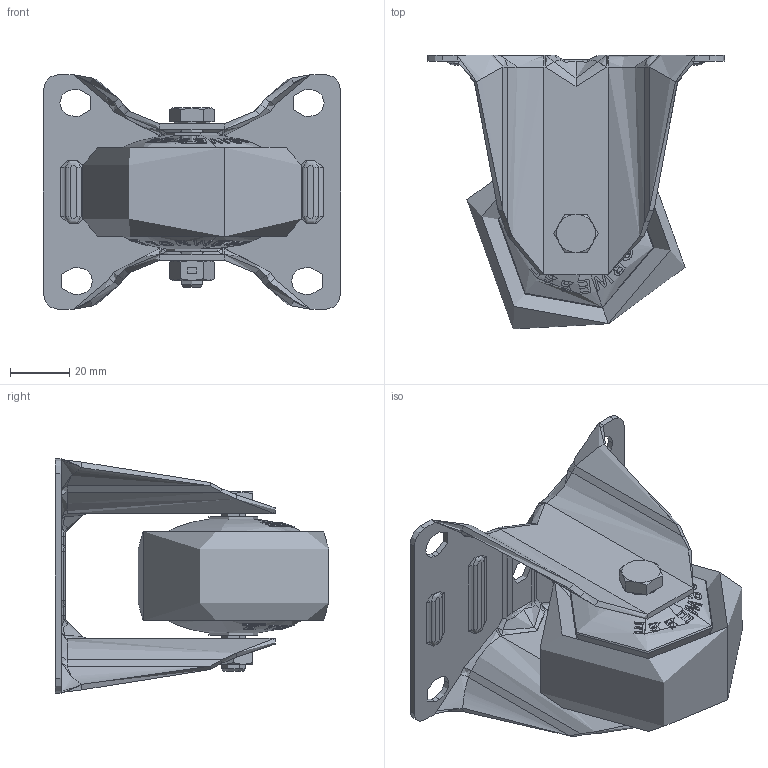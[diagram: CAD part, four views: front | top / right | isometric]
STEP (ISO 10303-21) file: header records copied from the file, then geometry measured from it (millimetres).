
FILE_DESCRIPTION (( 'STEP AP214' ), '1' );
FILE_NAME ('0056091.step', '2023-11-06T11:54:42', ( '' ), ( '' ), 'SwSTEP 2.0', 'SolidWorks 2020', '' );
FILE_SCHEMA (( 'AUTOMOTIVE_DESIGN' ));
Length unit declared in the file: millimetre
Products named in the file (1): 0056091
Bounding box: 100 x 92.09 x 79 mm (x, y, z)
Volume: 148802.5 mm3; surface area: 75060.3 mm2
Topology: 9 solids, 9 shells, 738 faces, 1806 edges, 1120 vertices
Faces by surface type: bspline 346, cylinder 140, plane 106, torus 98, cone 48
Entity records: 49601 total; most frequent: CARTESIAN_POINT 26902, ORIENTED_EDGE 3584, DIRECTION 1998, EDGE_CURVE 1792, VERTEX_POINT 1120, B_SPLINE_CURVE_WITH_KNOTS 954, AXIS2_PLACEMENT_3D 821, EDGE_LOOP 814
